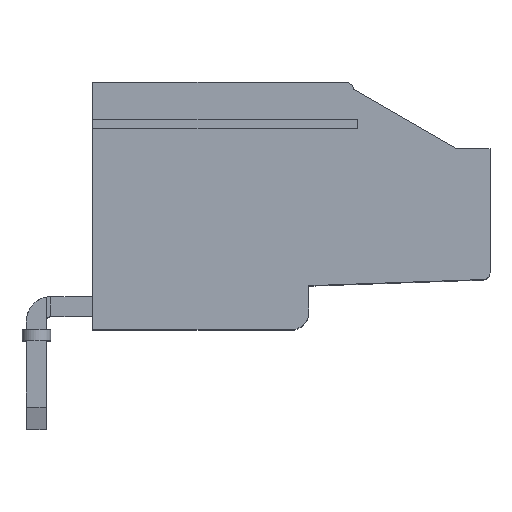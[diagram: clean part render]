
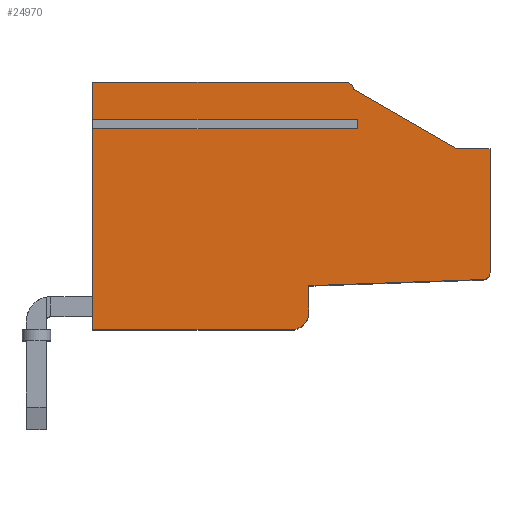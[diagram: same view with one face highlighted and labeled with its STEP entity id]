
A CAD part, top view. The second image highlights one B-rep face of the part: STEP entity #24970.
In plain terms, the highlighted face is planar.
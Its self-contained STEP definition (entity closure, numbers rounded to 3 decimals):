
#16970=CARTESIAN_POINT('',(-36.19,
   87.486,-12.5));
#16980=VERTEX_POINT('',#16970);
#17010=CARTESIAN_POINT('',(-79.995,
   87.486,-12.5));
#17020=DIRECTION('',(1.,0.,
   0.));
#17030=VECTOR('',#17020,1.);
#17040=LINE('',#17010,#17030);
#17050=CARTESIAN_POINT('',(-36.604,
   87.486,-12.5));
#17060=VERTEX_POINT('',#17050);
#17070=EDGE_CURVE('',#17060,#16980,#17040,.T.);
#17420=CARTESIAN_POINT('',(-36.604,
   75.486,-12.5));
#17430=VERTEX_POINT('',#17420);
#17550=CARTESIAN_POINT('',(-36.604,
   0.,-12.5));
#17560=DIRECTION('',(0.,-1.,
   0.));
#17570=VECTOR('',#17560,1.);
#17580=LINE('',#17550,#17570);
#17590=EDGE_CURVE('',#17060,#17430,#17580,.T.);
#19350=CARTESIAN_POINT('',(-36.19,
   75.486,-12.5));
#19360=VERTEX_POINT('',#19350);
#19390=CARTESIAN_POINT('',(-36.19,
   0.,-12.5));
#19400=DIRECTION('',(0.,1.,
   0.));
#19410=VECTOR('',#19400,1.);
#19420=LINE('',#19390,#19410);
#19430=EDGE_CURVE('',#19360,#16980,#19420,.T.);
#20050=CARTESIAN_POINT('',(-34.797,
   86.986,-12.5));
#20060=DIRECTION('',(0.,0.,
   -1.));
#20070=DIRECTION('',(-1.,0.,
   0.));
#20080=AXIS2_PLACEMENT_3D('',#20050,#20060,#20070);
#20090=CIRCLE('',#20080,0.3);
#20100=CARTESIAN_POINT('',(-34.797,
   87.286,-12.5));
#20110=VERTEX_POINT('',#20100);
#20120=CARTESIAN_POINT('',(-34.497,
   86.986,-12.5));
#20130=VERTEX_POINT('',#20120);
#20140=EDGE_CURVE('',#20110,#20130,#20090,.T.);
#24040=CARTESIAN_POINT('',(-79.995,
   0.,-12.5));
#24050=DIRECTION('',(0.,0.,
   -1.));
#24060=DIRECTION('',(-1.,0.,
   0.));
#24070=AXIS2_PLACEMENT_3D('',#24040,#24050,#24060);
#24080=PLANE('',#24070);
#24090=CARTESIAN_POINT('',(-79.995,
   75.486,-12.5));
#24100=DIRECTION('',(1.,0.,
   0.));
#24110=VECTOR('',#24100,1.);
#24120=LINE('',#24090,#24110);
#24130=CARTESIAN_POINT('',(-45.697,
   75.486,-12.5));
#24140=VERTEX_POINT('',#24130);
#24150=EDGE_CURVE('',#24140,#17430,#24120,.T.);
#24160=ORIENTED_EDGE('',*,*,#24150,.F.);
#24170=ORIENTED_EDGE('',*,*,#17590,.T.);
#24180=ORIENTED_EDGE('',*,*,#17070,.F.);
#24190=ORIENTED_EDGE('',*,*,#19430,.T.);
#24200=CARTESIAN_POINT('',(-34.497,
   75.486,-12.5));
#24210=VERTEX_POINT('',#24200);
#24220=EDGE_CURVE('',#19360,#24210,#24120,.T.);
#24230=ORIENTED_EDGE('',*,*,#24220,.F.);
#24240=CARTESIAN_POINT('',(-34.497,
   0.,-12.5));
#24250=DIRECTION('',(0.,1.,
   0.));
#24260=VECTOR('',#24250,1.);
#24270=LINE('',#24240,#24260);
#24280=EDGE_CURVE('',#24210,#20130,#24270,.T.);
#24290=ORIENTED_EDGE('',*,*,#24280,.F.);
#24300=ORIENTED_EDGE('',*,*,#20140,.T.);
#24310=CARTESIAN_POINT('',(15.597,0.
   ,-12.5));
#24320=DIRECTION('',(-0.5,0.866,
   0.));
#24330=VECTOR('',#24320,1.);
#24340=LINE('',#24310,#24330);
#24350=CARTESIAN_POINT('',(-37.497,
   91.962,-12.5));
#24360=VERTEX_POINT('',#24350);
#24370=EDGE_CURVE('',#20110,#24360,#24340,.T.);
#24380=ORIENTED_EDGE('',*,*,#24370,.F.);
#24390=CARTESIAN_POINT('',(-37.497,
   0.,-12.5));
#24400=DIRECTION('',(0.,1.,
   0.));
#24410=VECTOR('',#24400,1.);
#24420=LINE('',#24390,#24410);
#24430=CARTESIAN_POINT('',(-37.497,
   93.486,-12.5));
#24440=VERTEX_POINT('',#24430);
#24450=EDGE_CURVE('',#24360,#24440,#24420,.T.);
#24460=ORIENTED_EDGE('',*,*,#24450,.F.);
#24470=CARTESIAN_POINT('',(-79.995,
   93.486,-12.5));
#24480=DIRECTION('',(-1.,0.,
   0.));
#24490=VECTOR('',#24480,1.);
#24500=LINE('',#24470,#24490);
#24510=CARTESIAN_POINT('',(-43.125,
   93.486,-12.5));
#24520=VERTEX_POINT('',#24510);
#24530=EDGE_CURVE('',#24440,#24520,#24500,.T.);
#24540=ORIENTED_EDGE('',*,*,#24530,.F.);
#24550=CARTESIAN_POINT('',(-43.125,
   93.186,-12.5));
#24560=DIRECTION('',(0.,0.,
   -1.));
#24570=DIRECTION('',(-1.,0.,
   0.));
#24580=AXIS2_PLACEMENT_3D('',#24550,#24560,#24570);
#24590=CIRCLE('',#24580,0.3);
#24600=CARTESIAN_POINT('',(-43.425,
   93.196,-12.5));
#24610=VERTEX_POINT('',#24600);
#24620=EDGE_CURVE('',#24610,#24520,#24590,.T.);
#24630=ORIENTED_EDGE('',*,*,#24620,.T.);
#24640=CARTESIAN_POINT('',(-46.679,
   0.,-12.5));
#24650=DIRECTION('',(-0.035,-0.999,
   0.));
#24660=VECTOR('',#24650,1.);
#24670=LINE('',#24640,#24660);
#24680=CARTESIAN_POINT('',(-43.701,
   85.286,-12.5));
#24690=VERTEX_POINT('',#24680);
#24700=EDGE_CURVE('',#24610,#24690,#24670,.T.);
#24710=ORIENTED_EDGE('',*,*,#24700,.F.);
#24720=CARTESIAN_POINT('',(-79.995,
   85.286,-12.5));
#24730=DIRECTION('',(-1.,0.,
   0.));
#24740=VECTOR('',#24730,1.);
#24750=LINE('',#24720,#24740);
#24760=CARTESIAN_POINT('',(-44.897,
   85.286,-12.5));
#24770=VERTEX_POINT('',#24760);
#24780=EDGE_CURVE('',#24690,#24770,#24750,.T.);
#24790=ORIENTED_EDGE('',*,*,#24780,.F.);
#24800=CARTESIAN_POINT('',(-44.897,
   84.486,-12.5));
#24810=DIRECTION('',(0.,0.,
   1.));
#24820=DIRECTION('',(1.,0.,
   0.));
#24830=AXIS2_PLACEMENT_3D('',#24800,#24810,#24820);
#24840=CIRCLE('',#24830,0.8);
#24850=CARTESIAN_POINT('',(-45.697,
   84.486,-12.5));
#24860=VERTEX_POINT('',#24850);
#24870=EDGE_CURVE('',#24770,#24860,#24840,.T.);
#24880=ORIENTED_EDGE('',*,*,#24870,.F.);
#24890=CARTESIAN_POINT('',(-45.697,
   0.,-12.5));
#24900=DIRECTION('',(0.,-1.,
   0.));
#24910=VECTOR('',#24900,1.);
#24920=LINE('',#24890,#24910);
#24930=EDGE_CURVE('',#24860,#24140,#24920,.T.);
#24940=ORIENTED_EDGE('',*,*,#24930,.F.);
#24950=EDGE_LOOP('',(#24940,#24880,#24790,#24710,#24630,#24540,#24460,
   #24380,#24300,#24290,#24230,#24190,#24180,#24170,#24160));
#24960=FACE_OUTER_BOUND('',#24950,.T.);
#24970=ADVANCED_FACE('',(#24960),#24080,.T.);
